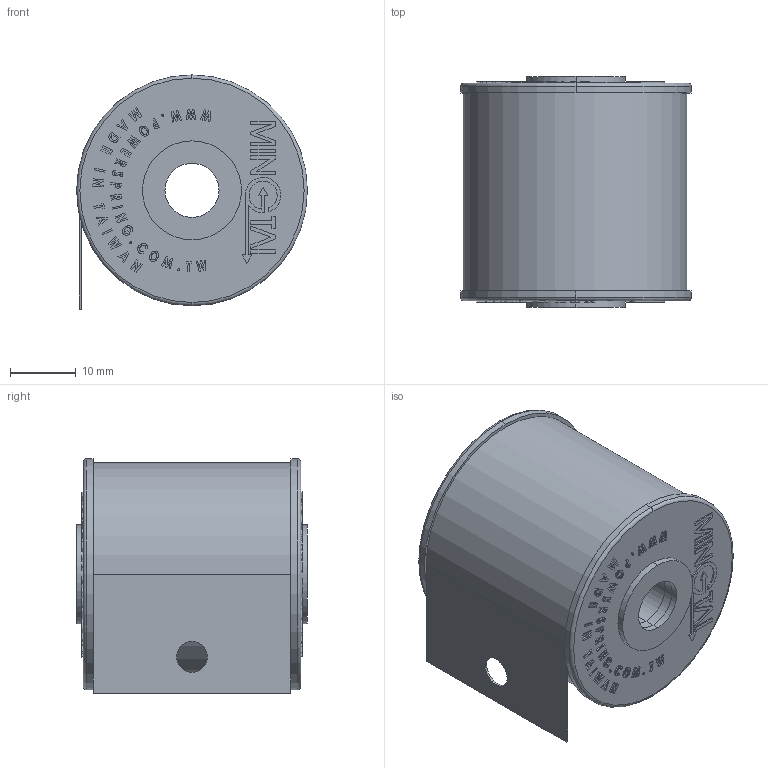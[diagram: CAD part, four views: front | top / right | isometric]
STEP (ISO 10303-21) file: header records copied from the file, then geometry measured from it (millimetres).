
FILE_DESCRIPTION (( 'STEP AP203' ), '1' );
FILE_NAME ('CP05001005.STEP', '2020-11-25T06:02:26', ( '' ), ( '' ), 'SwSTEP 2.0', 'SolidWorks 2020', '' );
FILE_SCHEMA (( 'CONFIG_CONTROL_DESIGN' ));
Length unit declared in the file: millimetre
Products named in the file (3): CP05001005_Spring; 25mm(OD35)_10mm(OD17); CP05001005
Assembly tree (3 placements, depth 2):
  CP05001005
    CP05001005_Spring
    25mm(OD35)_10mm(OD17)  x2
Bounding box: 35 x 35 x 35.5 mm (x, y, z)
Volume: 21406.2 mm3; surface area: 84235.9 mm2
Topology: 75 solids, 75 shells, 1198 faces, 3086 edges, 2052 vertices
Faces by surface type: plane 842, bspline 174, cylinder 166, torus 12, cone 4
Entity records: 24348 total; most frequent: CARTESIAN_POINT 8578, ORIENTED_EDGE 3338, DIRECTION 2877, EDGE_CURVE 1669, VECTOR 1235, LINE 1235, VERTEX_POINT 1110, AXIS2_PLACEMENT_3D 821
